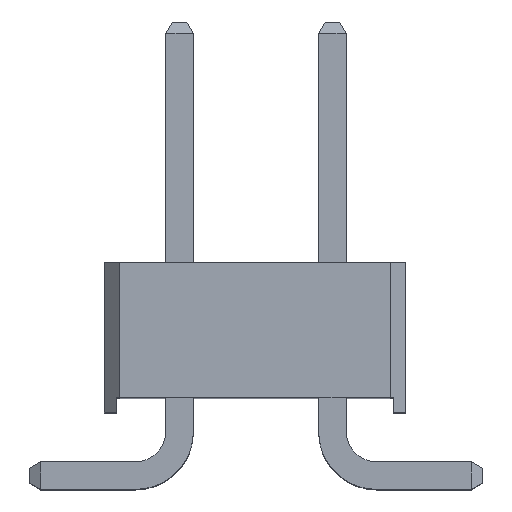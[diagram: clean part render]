
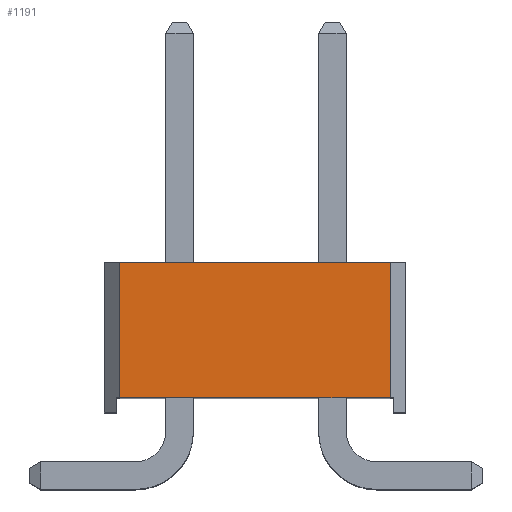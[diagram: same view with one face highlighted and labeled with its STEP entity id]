
A CAD part, top view. The second image highlights one B-rep face of the part: STEP entity #1191.
In plain terms, the highlighted planar face has unit normal (0, 0, 1).
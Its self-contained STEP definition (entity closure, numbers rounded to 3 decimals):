
#1191=ADVANCED_FACE('',(#3237),#3238,.T.);
#1375=EDGE_CURVE('',#3506,#3503,#3507,.T.);
#1527=EDGE_CURVE('',#3726,#3729,#3730,.T.);
#1713=EDGE_CURVE('',#3503,#3729,#3965,.T.);
#1715=EDGE_CURVE('',#3506,#3726,#3967,.T.);
#3237=FACE_OUTER_BOUND('',#5933,.T.);
#3238=PLANE('',#5934);
#3503=VERTEX_POINT('',#6310);
#3506=VERTEX_POINT('',#6315);
#3507=LINE('',#6316,#6317);
#3726=VERTEX_POINT('',#6685);
#3729=VERTEX_POINT('',#6690);
#3730=LINE('',#6691,#6692);
#3965=LINE('',#7112,#7113);
#3967=LINE('',#7116,#7117);
#5933=EDGE_LOOP('',(#10293,#10294,#10295,#10296));
#5934=AXIS2_PLACEMENT_3D('',#10297,#10298,#10299);
#6310=CARTESIAN_POINT('',(3.5,0.25,5.715));
#6315=CARTESIAN_POINT('',(-1.0,0.25,5.715));
#6316=CARTESIAN_POINT('',(-1.0,0.25,5.715));
#6317=VECTOR('',#10664,4.5);
#6685=CARTESIAN_POINT('',(-1.0,2.5,5.715));
#6690=CARTESIAN_POINT('',(3.5,2.5,5.715));
#6691=CARTESIAN_POINT('',(-1.0,2.5,5.715));
#6692=VECTOR('',#10740,4.5);
#7112=CARTESIAN_POINT('',(3.5,0.25,5.715));
#7113=VECTOR('',#10833,2.25);
#7116=CARTESIAN_POINT('',(-1.0,0.25,5.715));
#7117=VECTOR('',#10834,2.25);
#10293=ORIENTED_EDGE('',*,*,#1713,.T.);
#10294=ORIENTED_EDGE('',*,*,#1527,.F.);
#10295=ORIENTED_EDGE('',*,*,#1715,.F.);
#10296=ORIENTED_EDGE('',*,*,#1375,.T.);
#10297=CARTESIAN_POINT('',(-1.0,0.0,5.715));
#10298=DIRECTION('',(0.0,0.0,1.0));
#10299=DIRECTION('',(1.0,-0.0,0.0));
#10664=DIRECTION('',(1.0,0.0,0.0));
#10740=DIRECTION('',(1.0,0.0,0.0));
#10833=DIRECTION('',(0.0,1.0,0.0));
#10834=DIRECTION('',(0.0,1.0,0.0));
